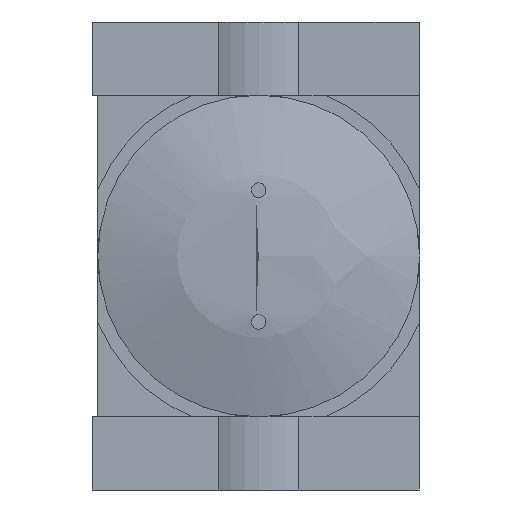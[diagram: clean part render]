
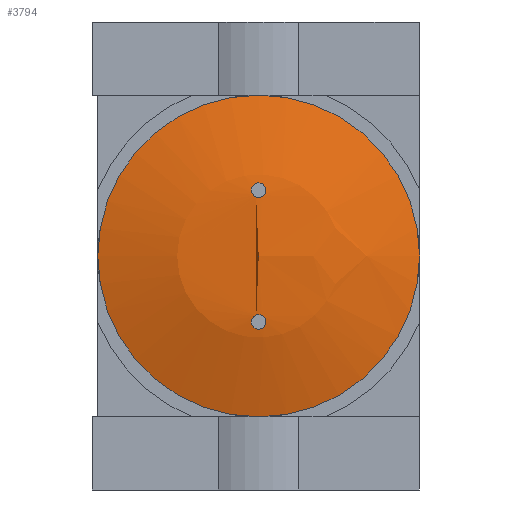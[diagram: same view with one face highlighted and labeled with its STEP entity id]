
A CAD part, front view. The second image highlights one B-rep face of the part: STEP entity #3794.
In plain terms, the highlighted spherical face has radius 100 mm.
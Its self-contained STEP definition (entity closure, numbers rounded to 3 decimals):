
#71=SPHERICAL_SURFACE('',#4099,100.);
#701=CIRCLE('',#4100,33.);
#1046=ORIENTED_EDGE('',*,*,#1770,.F.);
#1047=ORIENTED_EDGE('',*,*,#1769,.T.);
#1048=ORIENTED_EDGE('',*,*,#1768,.T.);
#1768=EDGE_CURVE('',#2161,#2161,#2394,.T.);
#1769=EDGE_CURVE('',#2162,#2162,#2395,.T.);
#1770=EDGE_CURVE('',#2163,#2163,#701,.T.);
#2161=VERTEX_POINT('',#5810);
#2162=VERTEX_POINT('',#5823);
#2163=VERTEX_POINT('',#5826);
#2394=B_SPLINE_CURVE_WITH_KNOTS('',3,(#5799,#5800,#5801,#5802,#5803,#5804,
#5805,#5806,#5807,#5808,#5809),.UNSPECIFIED.,.T.,.F.,(1,1,1,1,1,1,1,1,1,
1,1,1,1,1,1),(-0.004,-0.002,-0.001,
0.,0.001,0.002,0.004,0.005,
0.006,0.007,0.008,0.009,
0.011,0.012,0.013),.UNSPECIFIED.);
#2395=B_SPLINE_CURVE_WITH_KNOTS('',3,(#5812,#5813,#5814,#5815,#5816,#5817,
#5818,#5819,#5820,#5821,#5822),.UNSPECIFIED.,.T.,.F.,(1,1,1,1,1,1,1,1,1,
1,1,1,1,1,1),(-0.004,-0.002,-0.001,
0.,0.001,0.002,0.004,0.005,
0.006,0.007,0.008,0.009,
0.011,0.012,0.013),.UNSPECIFIED.);
#2517=EDGE_LOOP('',(#1046));
#2518=EDGE_LOOP('',(#1047));
#2519=EDGE_LOOP('',(#1048));
#2869=FACE_BOUND('',#2517,.T.);
#2870=FACE_BOUND('',#2518,.T.);
#2871=FACE_BOUND('',#2519,.T.);
#3794=ADVANCED_FACE('',(#2869,#2870,#2871),#71,.T.);
#4099=AXIS2_PLACEMENT_3D('',#5824,#4689,#4690);
#4100=AXIS2_PLACEMENT_3D('',#5825,#4691,#4692);
#4689=DIRECTION('',(0.,1.,0.));
#4690=DIRECTION('',(-1.,0.,0.));
#4691=DIRECTION('',(0.,1.,0.));
#4692=DIRECTION('',(-1.,0.,0.));
#5799=CARTESIAN_POINT('',(-0.033,-294.846,-15.164));
#5800=CARTESIAN_POINT('',(-1.204,-294.917,-14.646));
#5801=CARTESIAN_POINT('',(-1.66,-295.078,-13.465));
#5802=CARTESIAN_POINT('',(-1.156,-295.236,-12.305));
#5803=CARTESIAN_POINT('',(0.034,-295.3,-11.836));
#5804=CARTESIAN_POINT('',(1.204,-295.229,-12.354));
#5805=CARTESIAN_POINT('',(1.66,-295.069,-13.533));
#5806=CARTESIAN_POINT('',(1.156,-294.91,-14.694));
#5807=CARTESIAN_POINT('',(-0.033,-294.846,-15.164));
#5808=CARTESIAN_POINT('',(-1.204,-294.917,-14.646));
#5809=CARTESIAN_POINT('',(-1.66,-295.078,-13.465));
#5810=CARTESIAN_POINT('',(-1.085,-294.932,-14.536));
#5812=CARTESIAN_POINT('',(0.014,-295.3,11.835));
#5813=CARTESIAN_POINT('',(-1.172,-295.234,12.32));
#5814=CARTESIAN_POINT('',(-1.66,-295.075,13.488));
#5815=CARTESIAN_POINT('',(-1.189,-294.915,14.661));
#5816=CARTESIAN_POINT('',(-0.014,-294.846,15.165));
#5817=CARTESIAN_POINT('',(1.171,-294.912,14.68));
#5818=CARTESIAN_POINT('',(1.66,-295.071,13.514));
#5819=CARTESIAN_POINT('',(1.19,-295.231,12.339));
#5820=CARTESIAN_POINT('',(0.014,-295.3,11.835));
#5821=CARTESIAN_POINT('',(-1.172,-295.234,12.32));
#5822=CARTESIAN_POINT('',(-1.66,-295.075,13.488));
#5823=CARTESIAN_POINT('',(-1.055,-295.218,12.434));
#5824=CARTESIAN_POINT('',(0.,-196.,0.));
#5825=CARTESIAN_POINT('',(0.,-290.398,0.));
#5826=CARTESIAN_POINT('',(-33.,-290.398,0.));
